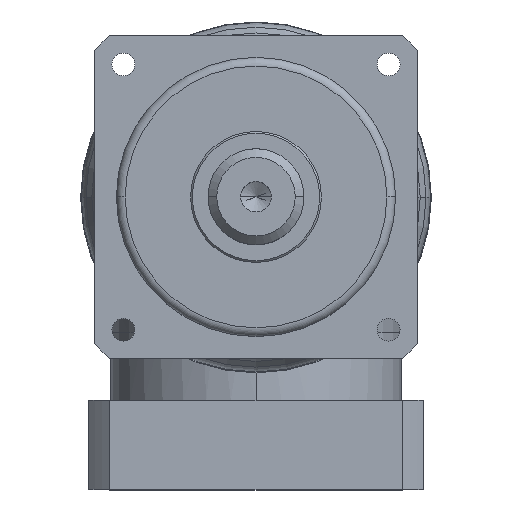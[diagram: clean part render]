
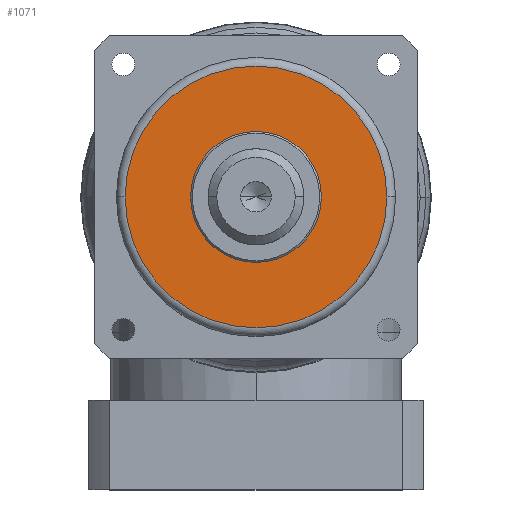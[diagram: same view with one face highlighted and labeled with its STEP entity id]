
A CAD part, top view. The second image highlights one B-rep face of the part: STEP entity #1071.
In plain terms, the highlighted planar face has unit normal (0, 0, 1).
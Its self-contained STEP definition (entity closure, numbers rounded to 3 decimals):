
#25 = ORIENTED_EDGE ( 'NONE', *, *, #1214, .F. ) ;
#57 = CARTESIAN_POINT ( 'NONE',  ( -37.5, 0., 157. ) ) ;
#178 = ORIENTED_EDGE ( 'NONE', *, *, #507, .T. ) ;
#185 = AXIS2_PLACEMENT_3D ( 'NONE', #3171, #1769, #1782 ) ;
#338 = CIRCLE ( 'NONE', #2962, 37.5 ) ;
#398 = DIRECTION ( 'NONE',  ( 0., 0., 1. ) ) ;
#483 = CIRCLE ( 'NONE', #1247, 37.5 ) ;
#507 = EDGE_CURVE ( 'NONE', #3020, #1754, #793, .T. ) ;
#523 = ORIENTED_EDGE ( 'NONE', *, *, #2166, .T. ) ;
#543 = CARTESIAN_POINT ( 'NONE',  ( 0., 0., 157. ) ) ;
#613 = DIRECTION ( 'NONE',  ( 1., 0., 0. ) ) ;
#793 = CIRCLE ( 'NONE', #185, 75. ) ;
#832 = CIRCLE ( 'NONE', #1875, 75. ) ;
#849 = FACE_OUTER_BOUND ( 'NONE', #2825, .T. ) ;
#986 = DIRECTION ( 'NONE',  ( 0., 0., 1. ) ) ;
#1071 = ADVANCED_FACE ( 'NONE', ( #849, #2182 ), #2648, .T. ) ;
#1213 = CARTESIAN_POINT ( 'NONE',  ( 0., 0., 157. ) ) ;
#1214 = EDGE_CURVE ( 'NONE', #2907, #2361, #338, .T. ) ;
#1247 = AXIS2_PLACEMENT_3D ( 'NONE', #2018, #398, #2275 ) ;
#1356 = AXIS2_PLACEMENT_3D ( 'NONE', #543, #1690, #2733 ) ;
#1445 = CARTESIAN_POINT ( 'NONE',  ( 37.5, 0., 157. ) ) ;
#1657 = EDGE_LOOP ( 'NONE', ( #2856, #25 ) ) ;
#1690 = DIRECTION ( 'NONE',  ( 0., 0., 1. ) ) ;
#1754 = VERTEX_POINT ( 'NONE', #2837 ) ;
#1769 = DIRECTION ( 'NONE',  ( 0., 0., 1. ) ) ;
#1782 = DIRECTION ( 'NONE',  ( 1., 0., 0. ) ) ;
#1875 = AXIS2_PLACEMENT_3D ( 'NONE', #2442, #2220, #3194 ) ;
#1974 = CARTESIAN_POINT ( 'NONE',  ( 75., 0., 157. ) ) ;
#2018 = CARTESIAN_POINT ( 'NONE',  ( 0., 0., 157. ) ) ;
#2166 = EDGE_CURVE ( 'NONE', #1754, #3020, #832, .T. ) ;
#2182 = FACE_BOUND ( 'NONE', #1657, .T. ) ;
#2220 = DIRECTION ( 'NONE',  ( 0., 0., 1. ) ) ;
#2275 = DIRECTION ( 'NONE',  ( 1., 0., 0. ) ) ;
#2361 = VERTEX_POINT ( 'NONE', #1445 ) ;
#2435 = EDGE_CURVE ( 'NONE', #2361, #2907, #483, .T. ) ;
#2442 = CARTESIAN_POINT ( 'NONE',  ( 0., 0., 157. ) ) ;
#2648 = PLANE ( 'NONE',  #1356 ) ;
#2733 = DIRECTION ( 'NONE',  ( 1., 0., 0. ) ) ;
#2825 = EDGE_LOOP ( 'NONE', ( #178, #523 ) ) ;
#2837 = CARTESIAN_POINT ( 'NONE',  ( -75., 0., 157. ) ) ;
#2856 = ORIENTED_EDGE ( 'NONE', *, *, #2435, .F. ) ;
#2907 = VERTEX_POINT ( 'NONE', #57 ) ;
#2962 = AXIS2_PLACEMENT_3D ( 'NONE', #1213, #986, #613 ) ;
#3020 = VERTEX_POINT ( 'NONE', #1974 ) ;
#3171 = CARTESIAN_POINT ( 'NONE',  ( 0., 0., 157. ) ) ;
#3194 = DIRECTION ( 'NONE',  ( 1., 0., 0. ) ) ;
